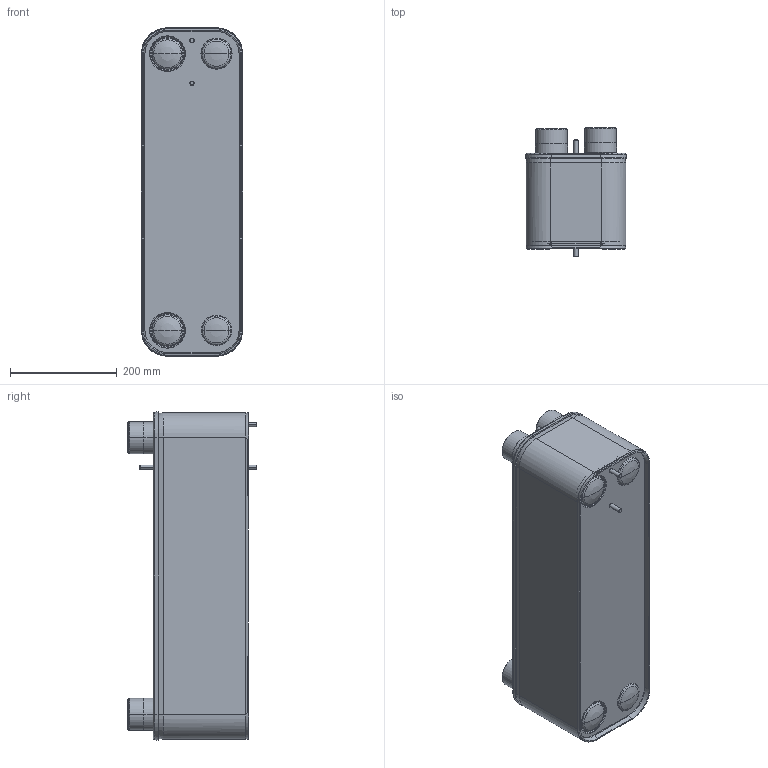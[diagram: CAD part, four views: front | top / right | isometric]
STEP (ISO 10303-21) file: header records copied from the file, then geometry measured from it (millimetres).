
FILE_DESCRIPTION((''),'2;1');
FILE_NAME('CB110_64L_3287101605_ASM','2020-08-26T14:44:42',('CNSHIPU'),(''),'CREO PARAMETRIC BY PTC INC, 2018500','CREO PARAMETRIC BY PTC INC, 2018500','');
FILE_SCHEMA(('CONFIG_CONTROL_DESIGN'));
Length unit declared in the file: millimetre
Products named in the file (7): CB110_64_CH_BLOCK; CB110_FP_S1S2S3S4_51; CB110_PP; B23_ISO_228-1; SB_M8_25; LABEL_STD; CB110_64L_3287101605_ASM
Assembly tree (12 placements, depth 2):
  CB110_64L_3287101605_ASM
    CB110_64_CH_BLOCK
    CB110_FP_S1S2S3S4_51
    CB110_PP
    B23_ISO_228-1  x4
    SB_M8_25  x4
    LABEL_STD
Bounding box: 190.04 x 241.5 x 616.25 mm (x, y, z)
Volume: 17365856.3 mm3; surface area: 1201008.9 mm2
Topology: 19 solids, 23 shells, 662 faces, 1555 edges, 958 vertices
Faces by surface type: plane 276, cylinder 138, torus 110, cone 106, bspline 16, sphere 16
Entity records: 16635 total; most frequent: CARTESIAN_POINT 3412, DIRECTION 2845, ORIENTED_EDGE 2618, EDGE_CURVE 1311, AXIS2_PLACEMENT_3D 1055, VERTEX_POINT 820, VECTOR 735, LINE 735
